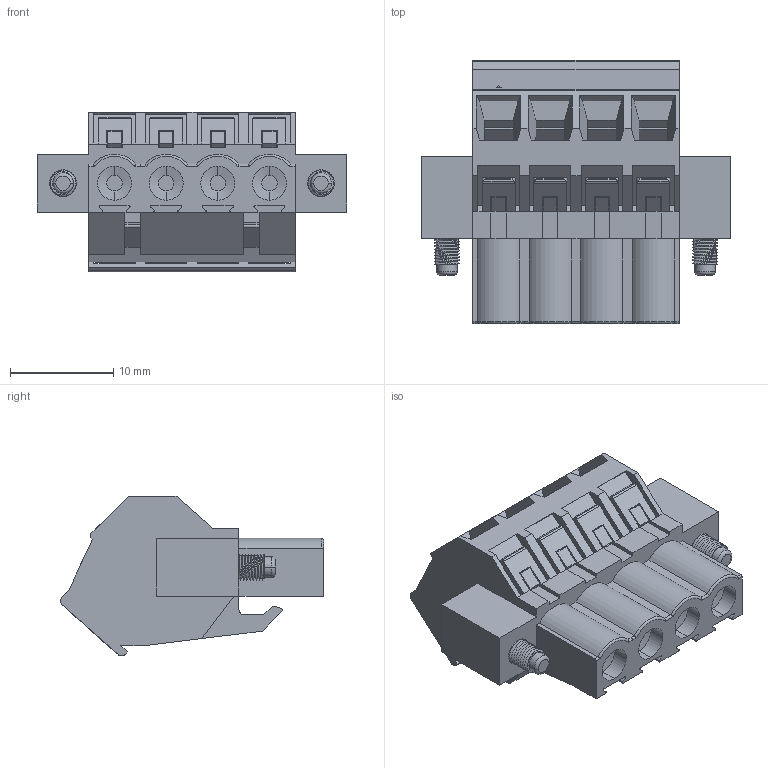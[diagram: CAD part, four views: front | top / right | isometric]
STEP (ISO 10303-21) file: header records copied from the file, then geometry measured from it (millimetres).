
FILE_DESCRIPTION (( 'STEP AP214' ), '1' );
FILE_NAME ('2EDGKLM-5.0-04P-14-00AH.STEP', '2021-03-09T16:33:58', ( '' ), ( '' ), 'SwSTEP 2.0', 'SolidWorks 2020', '' );
FILE_SCHEMA (( 'AUTOMOTIVE_DESIGN' ));
Length unit declared in the file: millimetre
Products named in the file (1): 2EDGKLM-5.0-04P-14-00AH
Bounding box: 30 x 25.5 x 15.5 mm (x, y, z)
Volume: 4279.7 mm3; surface area: 3826.8 mm2
Topology: 1 solids, 1 shells, 870 faces, 2282 edges, 1476 vertices
Faces by surface type: plane 550, bspline 136, cylinder 120, torus 44, cone 20
Entity records: 40039 total; most frequent: CARTESIAN_POINT 14329, ORIENTED_EDGE 4562, DIRECTION 3678, EDGE_CURVE 2281, LINE 1618, VECTOR 1618, VERTEX_POINT 1474, AXIS2_PLACEMENT_3D 1030
